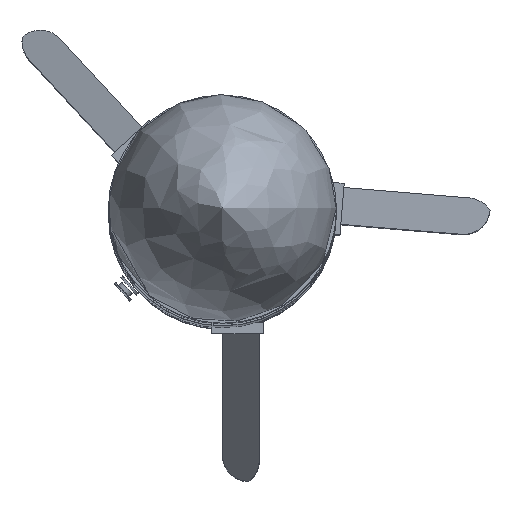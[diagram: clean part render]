
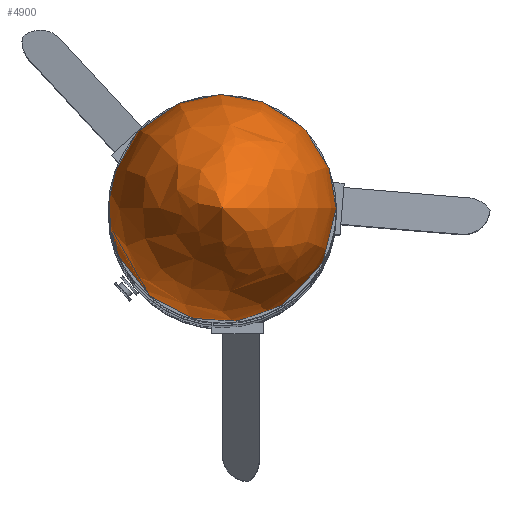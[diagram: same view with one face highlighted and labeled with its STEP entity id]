
A CAD part, top view. The second image highlights one B-rep face of the part: STEP entity #4900.
In plain terms, the highlighted free-form (B-spline) face has degree [2, 2] with [3, 9] control points.
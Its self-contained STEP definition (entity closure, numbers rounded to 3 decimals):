
#122=B_SPLINE_CURVE_WITH_KNOTS('',3,(#7720,#7721,#7722,#7723,#7724,#7725,
#7726,#7727,#7728,#7729,#7730,#7731,#7732,#7733),.UNSPECIFIED.,.F.,.F.,
(4,2,2,2,2,2,4),(-4.156,-3.874,-3.115,
-2.365,-1.589,-0.807,-0.488),
 .UNSPECIFIED.);
#123=B_SPLINE_CURVE_WITH_KNOTS('',3,(#7737,#7738,#7739,#7740,#7741,#7742,
#7743,#7744),.UNSPECIFIED.,.F.,.F.,(4,2,2,4),(-2.37,-1.988,
-0.983,-0.603),.UNSPECIFIED.);
#124=B_SPLINE_CURVE_WITH_KNOTS('',3,(#7745,#7746,#7747,#7748,#7749,#7750,
#7751,#7752,#7753,#7754,#7755,#7756,#7757,#7758,#7759,#7760,#7761,#7762,
#7763,#7764,#7765,#7766,#7767,#7768),.UNSPECIFIED.,.F.,.F.,(4,2,2,2,2,2,
2,2,2,2,2,4),(-9.918,-9.532,-8.65,-7.786,
-7.092,-6.37,-5.68,-4.994,
-4.279,-3.52,-2.822,-2.37),
 .UNSPECIFIED.);
#136=(
BOUNDED_CURVE()
B_SPLINE_CURVE(2,(#7797,#7798,#7799),.UNSPECIFIED.,.F.,.F.)
B_SPLINE_CURVE_WITH_KNOTS((3,3),(-0.301,0.905),
 .UNSPECIFIED.)
CURVE()
GEOMETRIC_REPRESENTATION_ITEM()
RATIONAL_B_SPLINE_CURVE((0.98,0.814,1.))
REPRESENTATION_ITEM('')
);
#152=(
BOUNDED_SURFACE()
B_SPLINE_SURFACE(2,2,((#7769,#7770,#7771,#7772,#7773,#7774,#7775,#7776,
#7777),(#7778,#7779,#7780,#7781,#7782,#7783,#7784,#7785,#7786),(#7787,#7788,
#7789,#7790,#7791,#7792,#7793,#7794,#7795)),.UNSPECIFIED.,.F.,.T.,.F.)
B_SPLINE_SURFACE_WITH_KNOTS((3,3),(3,2,2,2,3),(-0.905,0.37),
(-3.142,-1.571,0.,1.571,3.142),
 .UNSPECIFIED.)
GEOMETRIC_REPRESENTATION_ITEM()
RATIONAL_B_SPLINE_SURFACE(((1.,0.707,1.,0.707,1.,
0.707,1.,0.707,1.),(0.803,0.568,
0.803,0.568,0.803,0.568,
0.803,0.568,0.803),(1.,0.707,
1.,0.707,1.,0.707,1.,0.707,1.)))
REPRESENTATION_ITEM('')
SURFACE()
);
#510=FACE_OUTER_BOUND('',#849,.T.);
#849=EDGE_LOOP('',(#3429,#3430,#3431,#3432,#3433));
#2281=VERTEX_POINT('',#7717);
#2282=VERTEX_POINT('',#7719);
#2283=VERTEX_POINT('',#7736);
#2284=VERTEX_POINT('',#7796);
#2733=EDGE_CURVE('',#2282,#2281,#122,.T.);
#2735=EDGE_CURVE('',#2283,#2282,#123,.T.);
#2736=EDGE_CURVE('',#2281,#2283,#124,.T.);
#2737=EDGE_CURVE('',#2283,#2284,#136,.T.);
#3429=ORIENTED_EDGE('',*,*,#2733,.T.);
#3430=ORIENTED_EDGE('',*,*,#2736,.T.);
#3431=ORIENTED_EDGE('',*,*,#2737,.T.);
#3432=ORIENTED_EDGE('',*,*,#2737,.F.);
#3433=ORIENTED_EDGE('',*,*,#2735,.T.);
#4900=ADVANCED_FACE('',(#510),#152,.F.);
#7717=CARTESIAN_POINT('',(-16.559,13.329,30.542));
#7719=CARTESIAN_POINT('',(16.48,13.425,30.542));
#7720=CARTESIAN_POINT('Ctrl Pts',(16.48,13.425,30.542));
#7721=CARTESIAN_POINT('Ctrl Pts',(15.877,14.13,30.334));
#7722=CARTESIAN_POINT('Ctrl Pts',(15.225,14.803,30.16));
#7723=CARTESIAN_POINT('Ctrl Pts',(12.635,17.156,29.639));
#7724=CARTESIAN_POINT('Ctrl Pts',(10.461,18.545,29.522));
#7725=CARTESIAN_POINT('Ctrl Pts',(5.745,20.496,29.502));
#7726=CARTESIAN_POINT('Ctrl Pts',(3.096,21.112,29.585));
#7727=CARTESIAN_POINT('Ctrl Pts',(-2.731,21.177,29.594));
#7728=CARTESIAN_POINT('Ctrl Pts',(-5.457,20.581,29.511));
#7729=CARTESIAN_POINT('Ctrl Pts',(-10.254,18.663,29.512));
#7730=CARTESIAN_POINT('Ctrl Pts',(-12.465,17.279,29.611));
#7731=CARTESIAN_POINT('Ctrl Pts',(-15.172,14.859,30.123));
#7732=CARTESIAN_POINT('Ctrl Pts',(-15.896,14.112,30.312));
#7733=CARTESIAN_POINT('Ctrl Pts',(-16.559,13.329,30.542));
#7736=CARTESIAN_POINT('',(18.983,0.,19.67));
#7737=CARTESIAN_POINT('Ctrl Pts',(18.983,0.,
19.67));
#7738=CARTESIAN_POINT('Ctrl Pts',(19.158,1.125,20.226));
#7739=CARTESIAN_POINT('Ctrl Pts',(19.246,2.232,20.852));
#7740=CARTESIAN_POINT('Ctrl Pts',(19.274,6.155,23.357));
#7741=CARTESIAN_POINT('Ctrl Pts',(18.749,8.744,25.58));
#7742=CARTESIAN_POINT('Ctrl Pts',(17.415,11.845,28.759));
#7743=CARTESIAN_POINT('Ctrl Pts',(16.982,12.657,29.651));
#7744=CARTESIAN_POINT('Ctrl Pts',(16.48,13.425,30.542));
#7745=CARTESIAN_POINT('Ctrl Pts',(-16.559,13.329,30.542));
#7746=CARTESIAN_POINT('Ctrl Pts',(-17.064,12.545,29.636));
#7747=CARTESIAN_POINT('Ctrl Pts',(-17.498,11.717,28.73));
#7748=CARTESIAN_POINT('Ctrl Pts',(-18.696,8.865,25.821));
#7749=CARTESIAN_POINT('Ctrl Pts',(-19.184,6.626,23.862));
#7750=CARTESIAN_POINT('Ctrl Pts',(-19.341,1.792,20.557));
#7751=CARTESIAN_POINT('Ctrl Pts',(-19.03,-0.76,19.228));
#7752=CARTESIAN_POINT('Ctrl Pts',(-17.561,-5.457,17.505));
#7753=CARTESIAN_POINT('Ctrl Pts',(-16.602,-7.498,17.005));
#7754=CARTESIAN_POINT('Ctrl Pts',(-13.955,-11.354,16.367));
#7755=CARTESIAN_POINT('Ctrl Pts',(-12.278,-13.091,16.251));
#7756=CARTESIAN_POINT('Ctrl Pts',(-8.43,-15.795,16.172));
#7757=CARTESIAN_POINT('Ctrl Pts',(-6.326,-16.762,16.202));
#7758=CARTESIAN_POINT('Ctrl Pts',(-1.863,-17.832,16.241));
#7759=CARTESIAN_POINT('Ctrl Pts',(0.436,-17.926,16.247));
#7760=CARTESIAN_POINT('Ctrl Pts',(5.052,-17.206,16.218));
#7761=CARTESIAN_POINT('Ctrl Pts',(7.298,-16.365,16.181));
#7762=CARTESIAN_POINT('Ctrl Pts',(11.482,-13.797,16.212));
#7763=CARTESIAN_POINT('Ctrl Pts',(13.336,-12.056,16.29));
#7764=CARTESIAN_POINT('Ctrl Pts',(16.212,-8.184,16.844));
#7765=CARTESIAN_POINT('Ctrl Pts',(17.251,-6.15,17.286));
#7766=CARTESIAN_POINT('Ctrl Pts',(18.449,-2.686,18.454));
#7767=CARTESIAN_POINT('Ctrl Pts',(18.777,-1.33,19.013));
#7768=CARTESIAN_POINT('Ctrl Pts',(18.983,0.,
19.67));
#7769=CARTESIAN_POINT('Ctrl Pts',(0.,0.,81.));
#7770=CARTESIAN_POINT('Ctrl Pts',(0.,0.,81.));
#7771=CARTESIAN_POINT('Ctrl Pts',(0.,0.,81.));
#7772=CARTESIAN_POINT('Ctrl Pts',(0.,0.,81.));
#7773=CARTESIAN_POINT('Ctrl Pts',(0.,0.,81.));
#7774=CARTESIAN_POINT('Ctrl Pts',(0.,0.,81.));
#7775=CARTESIAN_POINT('Ctrl Pts',(0.,0.,81.));
#7776=CARTESIAN_POINT('Ctrl Pts',(0.,0.,81.));
#7777=CARTESIAN_POINT('Ctrl Pts',(0.,0.,81.));
#7778=CARTESIAN_POINT('Ctrl Pts',(32.894,0.,
55.164));
#7779=CARTESIAN_POINT('Ctrl Pts',(32.894,-32.894,55.164));
#7780=CARTESIAN_POINT('Ctrl Pts',(0.,-32.894,55.164));
#7781=CARTESIAN_POINT('Ctrl Pts',(-32.894,-32.894,55.164));
#7782=CARTESIAN_POINT('Ctrl Pts',(-32.894,0.,
55.164));
#7783=CARTESIAN_POINT('Ctrl Pts',(-32.894,32.894,55.164));
#7784=CARTESIAN_POINT('Ctrl Pts',(0.,32.894,55.164));
#7785=CARTESIAN_POINT('Ctrl Pts',(32.894,32.894,55.164));
#7786=CARTESIAN_POINT('Ctrl Pts',(32.894,0.,
55.164));
#7787=CARTESIAN_POINT('Ctrl Pts',(17.756,0.,
16.172));
#7788=CARTESIAN_POINT('Ctrl Pts',(17.756,-17.756,16.172));
#7789=CARTESIAN_POINT('Ctrl Pts',(0.,-17.756,16.172));
#7790=CARTESIAN_POINT('Ctrl Pts',(-17.756,-17.756,16.172));
#7791=CARTESIAN_POINT('Ctrl Pts',(-17.756,0.,
16.172));
#7792=CARTESIAN_POINT('Ctrl Pts',(-17.756,17.756,16.172));
#7793=CARTESIAN_POINT('Ctrl Pts',(0.,17.756,16.172));
#7794=CARTESIAN_POINT('Ctrl Pts',(17.756,17.756,16.172));
#7795=CARTESIAN_POINT('Ctrl Pts',(17.756,0.,
16.172));
#7796=CARTESIAN_POINT('',(0.,0.,81.));
#7797=CARTESIAN_POINT('Ctrl Pts',(18.983,0.,
19.67));
#7798=CARTESIAN_POINT('Ctrl Pts',(30.689,0.,
56.896));
#7799=CARTESIAN_POINT('Ctrl Pts',(0.,0.,81.));
